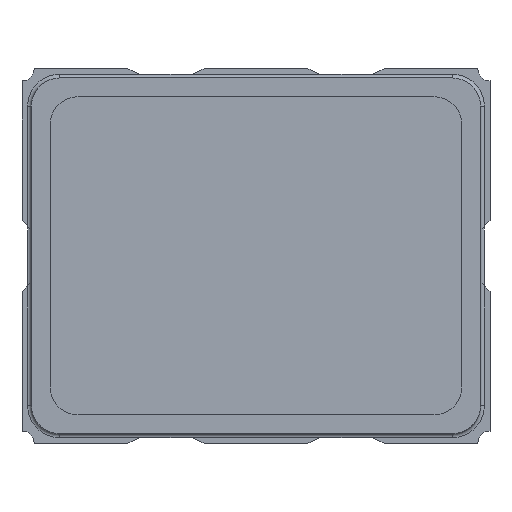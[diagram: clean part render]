
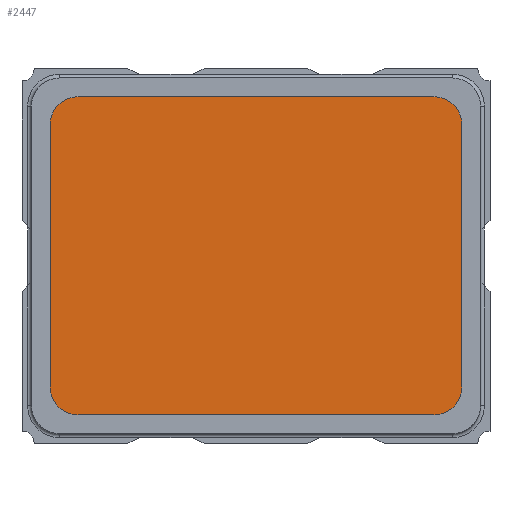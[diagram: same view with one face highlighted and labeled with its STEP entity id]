
A CAD part, top view. The second image highlights one B-rep face of the part: STEP entity #2447.
In plain terms, the highlighted face is planar.
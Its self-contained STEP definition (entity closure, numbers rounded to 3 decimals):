
#71=FACE_OUTER_BOUND('',#206,.T.);
#206=EDGE_LOOP('',(#1522,#1523,#1524,#1525,#1526,#1527,#1528,#1529));
#342=CIRCLE('',#2636,0.15);
#343=CIRCLE('',#2637,0.15);
#344=CIRCLE('',#2638,0.15);
#345=CIRCLE('',#2639,0.15);
#386=LINE('',#3501,#679);
#387=LINE('',#3505,#680);
#388=LINE('',#3509,#681);
#389=LINE('',#3513,#682);
#679=VECTOR('',#2830,1000.);
#680=VECTOR('',#2833,1000.);
#681=VECTOR('',#2836,1000.);
#682=VECTOR('',#2839,1000.);
#972=VERTEX_POINT('',#3499);
#973=VERTEX_POINT('',#3500);
#974=VERTEX_POINT('',#3502);
#975=VERTEX_POINT('',#3504);
#976=VERTEX_POINT('',#3506);
#977=VERTEX_POINT('',#3508);
#978=VERTEX_POINT('',#3510);
#979=VERTEX_POINT('',#3512);
#1185=EDGE_CURVE('',#972,#973,#386,.T.);
#1186=EDGE_CURVE('',#973,#974,#342,.T.);
#1187=EDGE_CURVE('',#974,#975,#387,.T.);
#1188=EDGE_CURVE('',#975,#976,#343,.T.);
#1189=EDGE_CURVE('',#976,#977,#388,.T.);
#1190=EDGE_CURVE('',#977,#978,#344,.T.);
#1191=EDGE_CURVE('',#978,#979,#389,.T.);
#1192=EDGE_CURVE('',#979,#972,#345,.T.);
#1522=ORIENTED_EDGE('',*,*,#1185,.T.);
#1523=ORIENTED_EDGE('',*,*,#1186,.T.);
#1524=ORIENTED_EDGE('',*,*,#1187,.T.);
#1525=ORIENTED_EDGE('',*,*,#1188,.T.);
#1526=ORIENTED_EDGE('',*,*,#1189,.T.);
#1527=ORIENTED_EDGE('',*,*,#1190,.T.);
#1528=ORIENTED_EDGE('',*,*,#1191,.T.);
#1529=ORIENTED_EDGE('',*,*,#1192,.T.);
#2196=PLANE('',#2635);
#2447=ADVANCED_FACE('',(#71),#2196,.T.);
#2635=AXIS2_PLACEMENT_3D('',#3498,#2828,#2829);
#2636=AXIS2_PLACEMENT_3D('',#3503,#2831,#2832);
#2637=AXIS2_PLACEMENT_3D('',#3507,#2834,#2835);
#2638=AXIS2_PLACEMENT_3D('',#3511,#2837,#2838);
#2639=AXIS2_PLACEMENT_3D('',#3514,#2840,#2841);
#2828=DIRECTION('center_axis',(0.,1.,0.));
#2829=DIRECTION('ref_axis',(0.,0.,1.));
#2830=DIRECTION('',(0.,0.,1.));
#2831=DIRECTION('center_axis',(0.,1.,0.));
#2832=DIRECTION('ref_axis',(0.,0.,-1.));
#2833=DIRECTION('',(1.,0.,0.));
#2834=DIRECTION('center_axis',(0.,1.,0.));
#2835=DIRECTION('ref_axis',(0.,0.,-1.));
#2836=DIRECTION('',(0.,0.,-1.));
#2837=DIRECTION('center_axis',(0.,1.,0.));
#2838=DIRECTION('ref_axis',(0.,0.,1.));
#2839=DIRECTION('',(-1.,0.,0.));
#2840=DIRECTION('center_axis',(0.,1.,0.));
#2841=DIRECTION('ref_axis',(0.,0.,1.));
#3498=CARTESIAN_POINT('Origin',(0.,1.7,0.));
#3499=CARTESIAN_POINT('',(-1.1,1.7,-0.7));
#3500=CARTESIAN_POINT('',(-1.1,1.7,0.7));
#3501=CARTESIAN_POINT('',(-1.1,1.7,-0.7));
#3502=CARTESIAN_POINT('',(-0.95,1.7,0.85));
#3503=CARTESIAN_POINT('Origin',(-0.95,1.7,0.7));
#3504=CARTESIAN_POINT('',(0.95,1.7,0.85));
#3505=CARTESIAN_POINT('',(-0.95,1.7,0.85));
#3506=CARTESIAN_POINT('',(1.1,1.7,0.7));
#3507=CARTESIAN_POINT('Origin',(0.95,1.7,0.7));
#3508=CARTESIAN_POINT('',(1.1,1.7,-0.7));
#3509=CARTESIAN_POINT('',(1.1,1.7,-0.7));
#3510=CARTESIAN_POINT('',(0.95,1.7,-0.85));
#3511=CARTESIAN_POINT('Origin',(0.95,1.7,-0.7));
#3512=CARTESIAN_POINT('',(-0.95,1.7,-0.85));
#3513=CARTESIAN_POINT('',(-0.95,1.7,-0.85));
#3514=CARTESIAN_POINT('Origin',(-0.95,1.7,-0.7));
